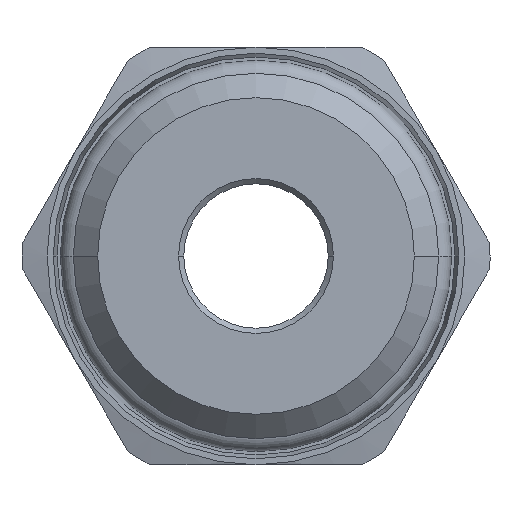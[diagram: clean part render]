
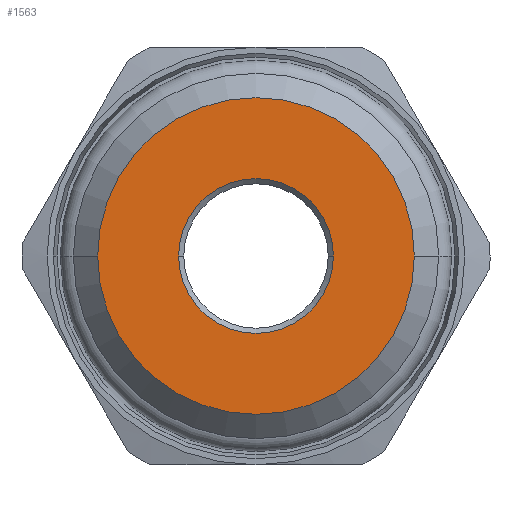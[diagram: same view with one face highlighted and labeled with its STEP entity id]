
A CAD part, front view. The second image highlights one B-rep face of the part: STEP entity #1563.
In plain terms, the highlighted planar face has unit normal (0, -1, 0).
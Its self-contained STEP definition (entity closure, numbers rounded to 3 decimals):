
#360=CARTESIAN_POINT('',(0.,-9.,0.));
#361=DIRECTION('',(0.,-1.,0.));
#362=DIRECTION('',(1.,0.,0.));
#363=AXIS2_PLACEMENT_3D('',#360,#361,#362);
#365=CARTESIAN_POINT('',(0.,-9.,0.));
#366=DIRECTION('',(0.,-1.,0.));
#367=DIRECTION('',(-1.,0.,0.));
#368=AXIS2_PLACEMENT_3D('',#365,#366,#367);
#370=CARTESIAN_POINT('',(0.,-9.,0.));
#371=DIRECTION('',(0.,-1.,0.));
#372=DIRECTION('',(1.,0.,0.));
#373=AXIS2_PLACEMENT_3D('',#370,#371,#372);
#375=CARTESIAN_POINT('',(0.,-9.,0.));
#376=DIRECTION('',(0.,-1.,0.));
#377=DIRECTION('',(-1.,0.,0.));
#378=AXIS2_PLACEMENT_3D('',#375,#376,#377);
#862=CARTESIAN_POINT('',(9.1,-9.,0.));
#863=VERTEX_POINT('',#862);
#864=CARTESIAN_POINT('',(-9.1,-9.,0.));
#865=VERTEX_POINT('',#864);
#874=CARTESIAN_POINT('',(4.45,-9.,0.));
#875=CARTESIAN_POINT('',(-4.45,-9.,0.));
#876=VERTEX_POINT('',#874);
#877=VERTEX_POINT('',#875);
#1548=CARTESIAN_POINT('',(0.,-9.,0.));
#1549=DIRECTION('',(0.,1.,0.));
#1550=DIRECTION('',(0.,0.,1.));
#1551=AXIS2_PLACEMENT_3D('',#1548,#1549,#1550);
#1552=PLANE('',#1551);
#1553=ORIENTED_EDGE('',*,*,#1541,.F.);
#1554=ORIENTED_EDGE('',*,*,#1530,.F.);
#1555=EDGE_LOOP('',(#1553,#1554));
#1556=FACE_OUTER_BOUND('',#1555,.F.);
#1558=ORIENTED_EDGE('',*,*,#1557,.T.);
#1560=ORIENTED_EDGE('',*,*,#1559,.T.);
#1561=EDGE_LOOP('',(#1558,#1560));
#1562=FACE_BOUND('',#1561,.F.);
#1563=ADVANCED_FACE('',(#1556,#1562),#1552,.F.);
#364=CIRCLE('',#363,9.1);
#369=CIRCLE('',#368,9.1);
#374=CIRCLE('',#373,4.45);
#379=CIRCLE('',#378,4.45);
#1530=EDGE_CURVE('',#865,#863,#369,.T.);
#1541=EDGE_CURVE('',#863,#865,#364,.T.);
#1557=EDGE_CURVE('',#876,#877,#374,.T.);
#1559=EDGE_CURVE('',#877,#876,#379,.T.);
